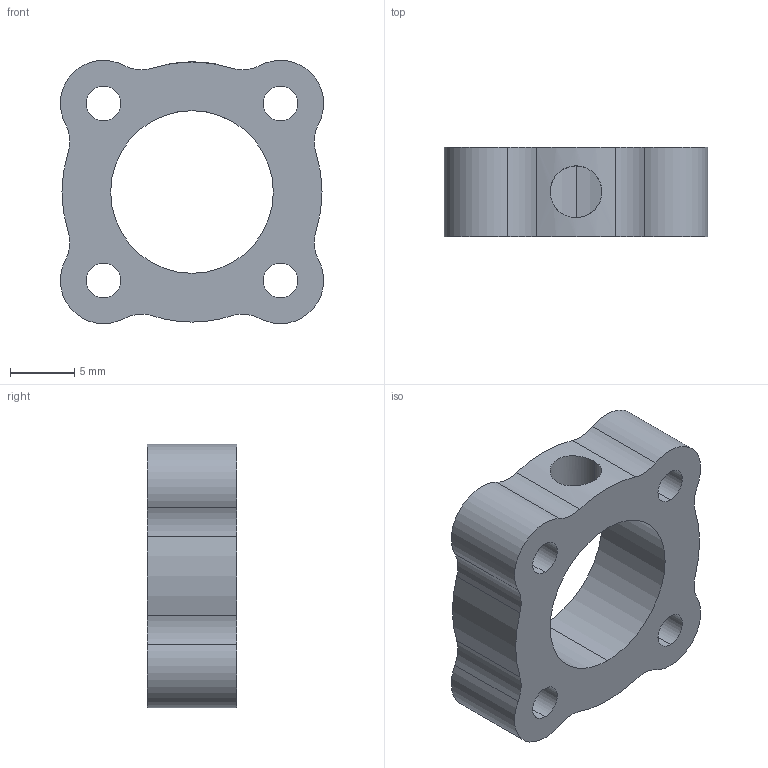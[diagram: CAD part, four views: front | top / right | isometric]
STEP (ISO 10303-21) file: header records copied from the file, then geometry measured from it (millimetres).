
FILE_DESCRIPTION (( 'STEP AP203' ), '1' );
FILE_NAME ('545560.STEP', '2014-10-28T21:49:50', ( 'Kyle' ), ( 'Microsoft' ), 'SwSTEP 2.0', 'SolidWorks 2014', '' );
FILE_SCHEMA (( 'CONFIG_CONTROL_DESIGN' ));
Length unit declared in the file: inch
Products named in the file (1): 545560
Bounding box: 20.57 x 6.99 x 20.57 mm (x, y, z)
Volume: 1651.3 mm3; surface area: 1571 mm2
Topology: 1 solids, 1 shells, 35 faces, 102 edges, 68 vertices
Faces by surface type: cylinder 33, plane 2
Entity records: 1401 total; most frequent: CARTESIAN_POINT 318, DIRECTION 230, ORIENTED_EDGE 204, EDGE_CURVE 102, AXIS2_PLACEMENT_3D 98, VERTEX_POINT 68, CIRCLE 62, EDGE_LOOP 46
